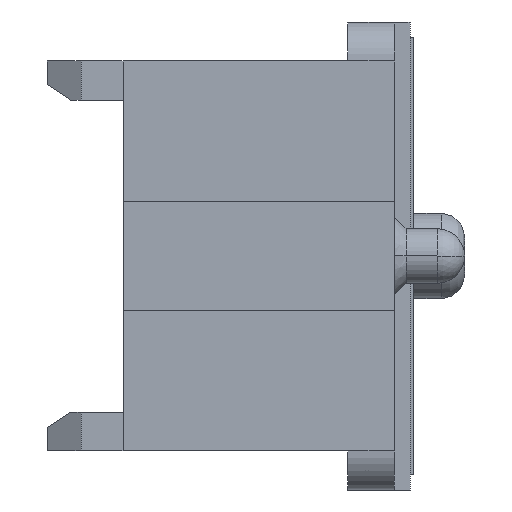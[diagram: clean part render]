
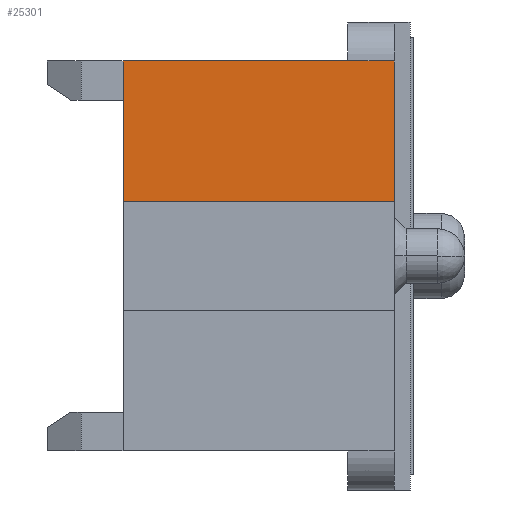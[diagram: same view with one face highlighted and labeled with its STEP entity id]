
A CAD part, left-side view. The second image highlights one B-rep face of the part: STEP entity #25301.
In plain terms, the highlighted planar face has unit normal (-1, 0, 0).
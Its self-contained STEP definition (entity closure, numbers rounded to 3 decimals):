
#242=DIRECTION('',(0.,1.,0.));
#243=VECTOR('',#242,0.6);
#244=CARTESIAN_POINT('',(-18.9,0.2,2.5));
#245=LINE('25234',#244,#243);
#250=DIRECTION('',(0.,0.,1.));
#251=VECTOR('',#250,1.8);
#252=CARTESIAN_POINT('',(-18.9,0.2,0.7));
#253=LINE('25236',#252,#251);
#254=DIRECTION('',(0.,1.,0.));
#255=VECTOR('',#254,2.88);
#256=CARTESIAN_POINT('',(-18.9,0.8,2.5));
#257=LINE('24037',#256,#255);
#258=DIRECTION('',(0.,1.,0.));
#259=VECTOR('',#258,3.48);
#260=CARTESIAN_POINT('',(-18.9,0.2,0.7));
#261=LINE('25249',#260,#259);
#1324=DIRECTION('',(0.,0.,1.));
#1325=VECTOR('',#1324,1.8);
#1326=CARTESIAN_POINT('',(-18.9,3.68,0.7));
#1327=LINE('25250',#1326,#1325);
#19314=CARTESIAN_POINT('',(-18.9,0.8,2.5));
#19315=VERTEX_POINT('',#19314);
#19316=CARTESIAN_POINT('',(-18.9,3.68,2.5));
#19317=VERTEX_POINT('',#19316);
#21248=CARTESIAN_POINT('',(-18.9,0.2,2.5));
#21250=VERTEX_POINT('',#21248);
#21252=CARTESIAN_POINT('',(-18.9,0.2,0.7));
#21253=VERTEX_POINT('',#21252);
#21268=CARTESIAN_POINT('',(-18.9,3.68,0.7));
#21269=VERTEX_POINT('',#21268);
#25286=CARTESIAN_POINT('',(-18.9,1.94,1.6));
#25287=DIRECTION('',(1.,0.,0.));
#25288=DIRECTION('',(0.,0.,1.));
#25289=AXIS2_PLACEMENT_3D('',#25286,#25287,#25288);
#25290=PLANE('22483',#25289);
#25291=ORIENTED_EDGE('25234',*,*,#25270,.F.);
#25292=ORIENTED_EDGE('25236',*,*,#25227,.F.);
#25294=ORIENTED_EDGE('25249',*,*,#25293,.T.);
#25296=ORIENTED_EDGE('25250',*,*,#25295,.T.);
#25298=ORIENTED_EDGE('24037',*,*,#25297,.F.);
#25299=EDGE_LOOP('22483',(#25291,#25292,#25294,#25296,#25298));
#25300=FACE_OUTER_BOUND('22483',#25299,.F.);
#25227=EDGE_CURVE('25236',#21253,#21250,#253,.T.);
#25270=EDGE_CURVE('25234',#21250,#19315,#245,.T.);
#25293=EDGE_CURVE('25249',#21253,#21269,#261,.T.);
#25295=EDGE_CURVE('25250',#21269,#19317,#1327,.T.);
#25297=EDGE_CURVE('24037',#19315,#19317,#257,.T.);
#25301=ADVANCED_FACE('22483',(#25300),#25290,.F.);
